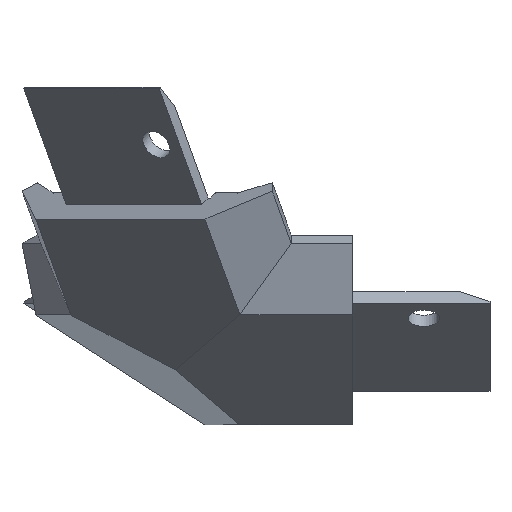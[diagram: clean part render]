
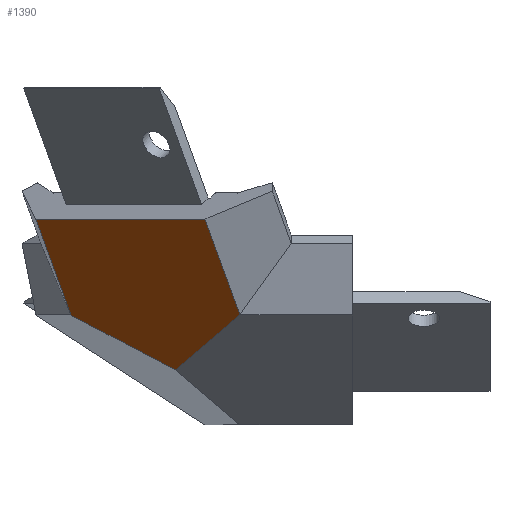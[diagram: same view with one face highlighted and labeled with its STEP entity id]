
A CAD part, front view. The second image highlights one B-rep face of the part: STEP entity #1390.
In plain terms, the highlighted planar face has unit normal (-0.5, -0.688, -0.526).
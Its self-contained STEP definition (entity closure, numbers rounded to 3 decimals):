
#99=FACE_OUTER_BOUND('',#175,.T.);
#175=EDGE_LOOP('',(#1236,#1237,#1238,#1239,#1240,#1241));
#284=LINE('',#2050,#471);
#338=LINE('',#2161,#525);
#353=LINE('',#2191,#540);
#357=LINE('',#2197,#544);
#364=LINE('',#2214,#551);
#365=LINE('',#2216,#552);
#471=VECTOR('',#1657,10.);
#525=VECTOR('',#1763,10.);
#540=VECTOR('',#1788,10.);
#544=VECTOR('',#1794,10.);
#551=VECTOR('',#1817,10.);
#552=VECTOR('',#1820,10.);
#633=VERTEX_POINT('',#2047);
#634=VERTEX_POINT('',#2049);
#664=VERTEX_POINT('',#2155);
#665=VERTEX_POINT('',#2159);
#674=VERTEX_POINT('',#2188);
#675=VERTEX_POINT('',#2190);
#786=EDGE_CURVE('',#634,#633,#284,.T.);
#842=EDGE_CURVE('',#665,#664,#338,.T.);
#857=EDGE_CURVE('',#674,#675,#353,.T.);
#861=EDGE_CURVE('',#674,#634,#357,.T.);
#869=EDGE_CURVE('',#633,#664,#364,.T.);
#870=EDGE_CURVE('',#675,#665,#365,.T.);
#1236=ORIENTED_EDGE('',*,*,#842,.F.);
#1237=ORIENTED_EDGE('',*,*,#870,.F.);
#1238=ORIENTED_EDGE('',*,*,#857,.F.);
#1239=ORIENTED_EDGE('',*,*,#861,.T.);
#1240=ORIENTED_EDGE('',*,*,#786,.T.);
#1241=ORIENTED_EDGE('',*,*,#869,.T.);
#1320=PLANE('',#1481);
#1390=ADVANCED_FACE('',(#99),#1320,.F.);
#1481=AXIS2_PLACEMENT_3D('',#2215,#1818,#1819);
#1657=DIRECTION('',(0.851,-0.276,-0.447));
#1763=DIRECTION('',(-0.526,0.724,-0.447));
#1788=DIRECTION('',(0.809,-0.588,0.));
#1794=DIRECTION('',(0.309,0.425,-0.851));
#1817=DIRECTION('',(0.809,-0.588,0.));
#1818=DIRECTION('center_axis',(0.5,0.688,0.526));
#1819=DIRECTION('ref_axis',(0.809,-0.588,0.));
#1820=DIRECTION('',(0.309,0.425,-0.851));
#2047=CARTESIAN_POINT('',(-69.479,-95.63,-1.071));
#2049=CARTESIAN_POINT('',(-80.891,-91.922,4.929));
#2050=CARTESIAN_POINT('',(-69.97,-95.47,-0.813));
#2155=CARTESIAN_POINT('',(-69.479,-95.63,-1.071));
#2159=CARTESIAN_POINT('',(-62.426,-105.337,4.929));
#2161=CARTESIAN_POINT('',(-68.328,-97.214,-0.092));
#2188=CARTESIAN_POINT('',(-84.7,-97.164,15.414));
#2190=CARTESIAN_POINT('',(-66.235,-110.58,15.414));
#2191=CARTESIAN_POINT('',(-84.7,-97.164,15.414));
#2197=CARTESIAN_POINT('',(-84.7,-97.164,15.414));
#2214=CARTESIAN_POINT('',(-78.712,-88.922,-1.071));
#2215=CARTESIAN_POINT('Origin',(-84.7,-97.164,15.414));
#2216=CARTESIAN_POINT('',(-66.235,-110.58,15.414));
